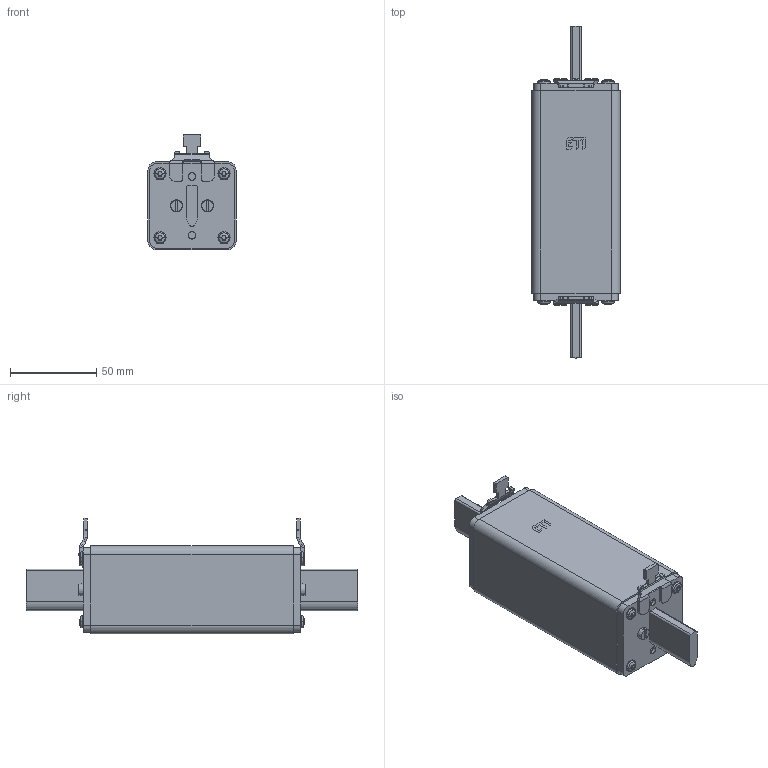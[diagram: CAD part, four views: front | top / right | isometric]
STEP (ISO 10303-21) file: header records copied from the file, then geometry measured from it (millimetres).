
FILE_DESCRIPTION((''),'2;1');
FILE_NAME('NH1XLM_LOGO','2017-11-24T',('matic.bajda'),('Audax d.o.o.'),'CREO PARAMETRIC BY PTC INC, 2016260','CREO PARAMETRIC BY PTC INC, 2016260','');
FILE_SCHEMA(('AUTOMOTIVE_DESIGN { 1 0 10303 214 1 1 1 1 }'));
Length unit declared in the file: millimetre
Products named in the file (1): NH1XLM_LOGO
Bounding box: 51 x 192 x 67 mm (x, y, z)
Volume: 334394.3 mm3; surface area: 35690.9 mm2
Topology: 1 solids, 1 shells, 501 faces, 1436 edges, 942 vertices
Faces by surface type: cylinder 240, plane 190, torus 26, sphere 16, bspline 15, cone 14
Entity records: 17918 total; most frequent: CARTESIAN_POINT 4508, ORIENTED_EDGE 2856, DIRECTION 2779, EDGE_CURVE 1428, AXIS2_PLACEMENT_3D 1055, VERTEX_POINT 942, VECTOR 669, LINE 669
